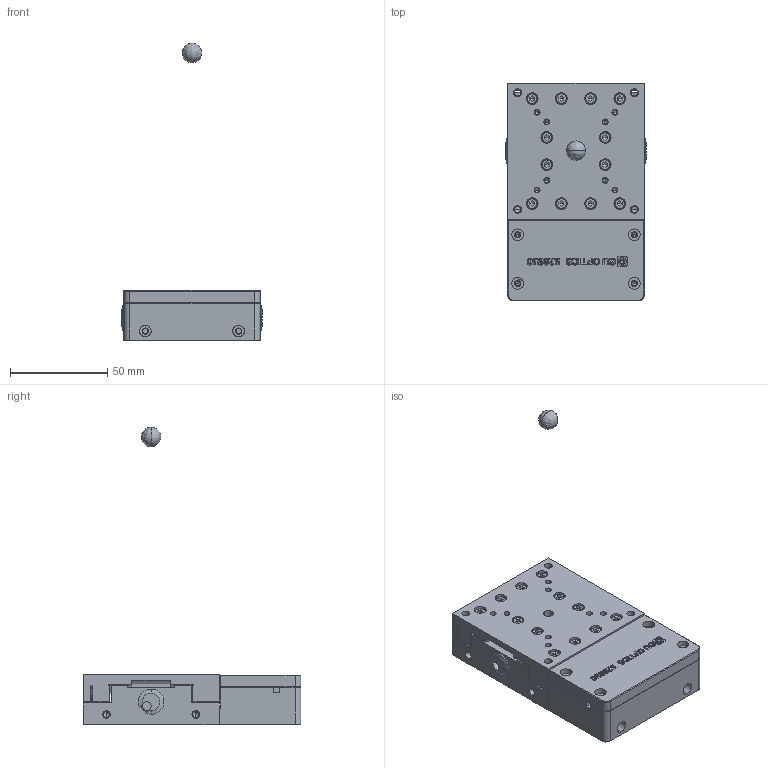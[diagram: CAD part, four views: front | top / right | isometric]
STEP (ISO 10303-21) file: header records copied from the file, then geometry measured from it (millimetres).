
FILE_DESCRIPTION (( 'STEP AP214' ), '1' );
FILE_NAME ('电控角位移台.STEP', '2018-10-29T03:46:01', ( 'user' ), ( '微软中国' ), 'SwSTEP 2.0', 'SolidWorks 2016', '' );
FILE_SCHEMA (( 'AUTOMOTIVE_DESIGN' ));
Length unit declared in the file: millimetre
Products named in the file (1): 萇諷褒弇痄怢
Bounding box: 72 x 112 x 153 mm (x, y, z)
Surface area: 69924.9 mm2 (no closed solid volume)
Topology: 0 solids, 47 shells, 1740 faces, 4254 edges, 2566 vertices
Faces by surface type: plane 639, cylinder 598, cone 354, bspline 149
Entity records: 77787 total; most frequent: CARTESIAN_POINT 18992, ORIENTED_EDGE 8144, DIRECTION 8069, EDGE_CURVE 4122, AXIS2_PLACEMENT_3D 3009, VERTEX_POINT 2566, VECTOR 2051, LINE 2051
